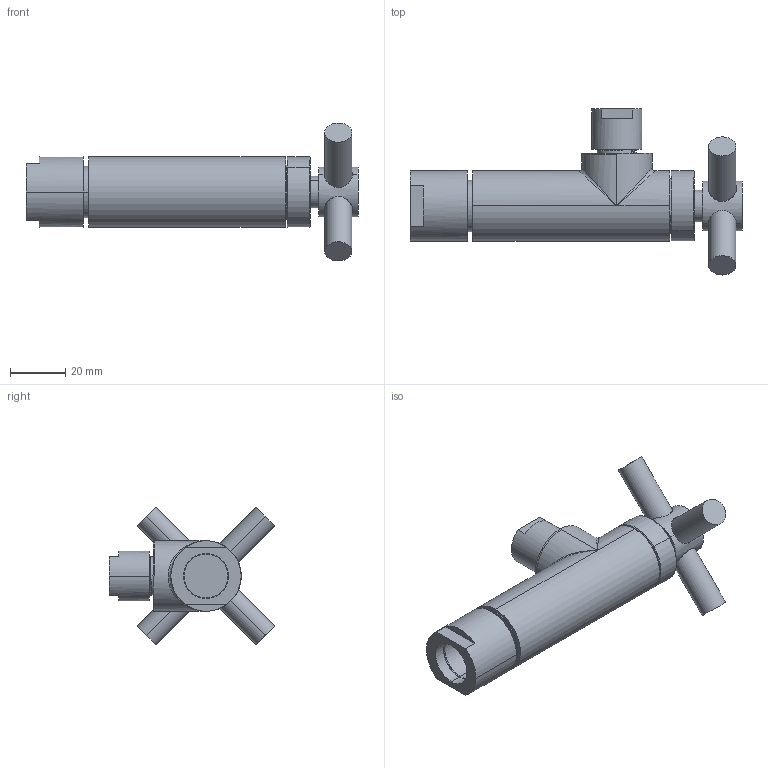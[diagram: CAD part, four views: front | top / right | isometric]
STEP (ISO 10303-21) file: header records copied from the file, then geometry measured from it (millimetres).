
FILE_DESCRIPTION((''),'2;1');
FILE_NAME('403X-1','2021-06-14T18:00:37',('NSantos'),(''),'CREO PARAMETRIC BY PTC INC, 2018500','CREO PARAMETRIC BY PTC INC, 2018500','');
FILE_SCHEMA(('CONFIG_CONTROL_DESIGN'));
Length unit declared in the file: inch
Products named in the file (1): 403X-1
Bounding box: 119.99 x 59.98 x 49.85 mm (x, y, z)
Volume: 32869 mm3; surface area: 52097.3 mm2
Topology: 6 solids, 25 shells, 1074 faces, 2917 edges, 1866 vertices
Faces by surface type: cylinder 513, plane 244, bspline 170, cone 93, torus 38, sphere 16
Entity records: 68817 total; most frequent: CARTESIAN_POINT 44516, ORIENTED_EDGE 5521, DIRECTION 4086, EDGE_CURVE 2893, VERTEX_POINT 1866, AXIS2_PLACEMENT_3D 1544, B_SPLINE_CURVE_WITH_KNOTS 1256, EDGE_LOOP 1136
